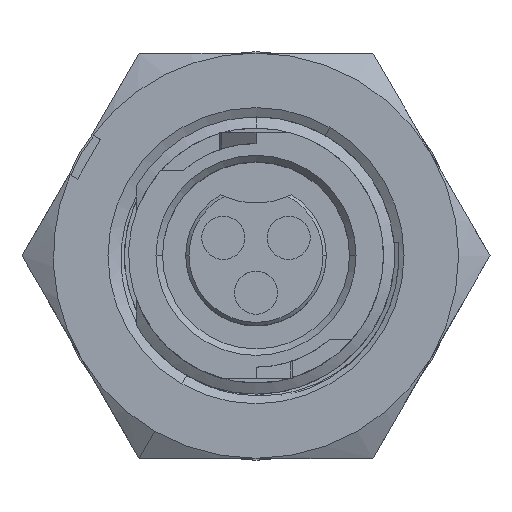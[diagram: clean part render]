
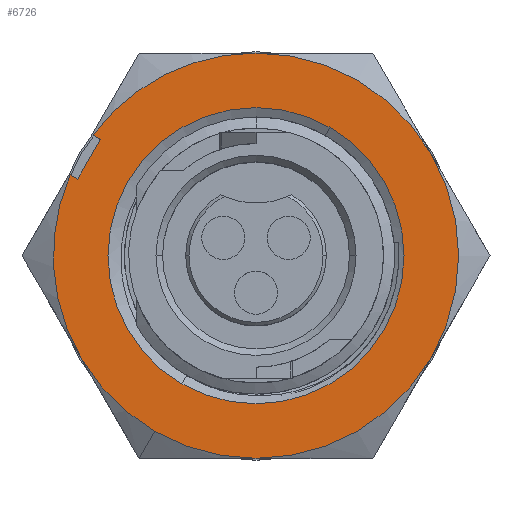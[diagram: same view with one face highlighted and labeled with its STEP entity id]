
A CAD part, top view. The second image highlights one B-rep face of the part: STEP entity #6726.
In plain terms, the highlighted planar face has unit normal (0, 0, 1).
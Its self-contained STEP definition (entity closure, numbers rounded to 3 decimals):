
#235 = VERTEX_POINT ( 'NONE', #11239 ) ;
#330 = AXIS2_PLACEMENT_3D ( 'NONE', #11534, #11897, #4125 ) ;
#364 = EDGE_CURVE ( 'NONE', #10787, #822, #8230, .T. ) ;
#608 = EDGE_CURVE ( 'NONE', #13818, #12040, #3904, .T. ) ;
#665 = CARTESIAN_POINT ( 'NONE',  ( 0., 0., 10.236 ) ) ;
#751 = CARTESIAN_POINT ( 'NONE',  ( 6.819, 3.937, 10.236 ) ) ;
#822 = VERTEX_POINT ( 'NONE', #4423 ) ;
#1079 = DIRECTION ( 'NONE',  ( 0., -1., 0. ) ) ;
#1120 = EDGE_CURVE ( 'NONE', #8109, #6192, #1798, .T. ) ;
#1304 = DIRECTION ( 'NONE',  ( 0., 0., -1. ) ) ;
#1328 = AXIS2_PLACEMENT_3D ( 'NONE', #12234, #6716, #14523 ) ;
#1435 = EDGE_CURVE ( 'NONE', #4615, #6299, #8066, .T. ) ;
#1500 = DIRECTION ( 'NONE',  ( 0., 0., -1. ) ) ;
#1798 = CIRCLE ( 'NONE', #1328, 7.874 ) ;
#2119 = FACE_BOUND ( 'NONE', #3021, .T. ) ;
#2267 = DIRECTION ( 'NONE',  ( 0., 0., -1. ) ) ;
#2353 = EDGE_CURVE ( 'NONE', #6299, #8109, #6289, .T. ) ;
#2661 = AXIS2_PLACEMENT_3D ( 'NONE', #7690, #6745, #12189 ) ;
#2671 = ORIENTED_EDGE ( 'NONE', *, *, #608, .F. ) ;
#2812 = ORIENTED_EDGE ( 'NONE', *, *, #12886, .F. ) ;
#2858 = ORIENTED_EDGE ( 'NONE', *, *, #7492, .F. ) ;
#3018 = VERTEX_POINT ( 'NONE', #5887 ) ;
#3021 = EDGE_LOOP ( 'NONE', ( #11723, #5981 ) ) ;
#3333 = AXIS2_PLACEMENT_3D ( 'NONE', #12279, #11179, #1079 ) ;
#3428 = CARTESIAN_POINT ( 'NONE',  ( 0., 0., 10.236 ) ) ;
#3489 = EDGE_LOOP ( 'NONE', ( #5239, #6418, #4327, #2671, #11886, #2812, #2858, #8762, #6838, #6144 ) ) ;
#3604 = AXIS2_PLACEMENT_3D ( 'NONE', #6800, #4996, #9209 ) ;
#3630 = CARTESIAN_POINT ( 'NONE',  ( 0., 7.874, 10.236 ) ) ;
#3904 = LINE ( 'NONE', #5165, #10153 ) ;
#4125 = DIRECTION ( 'NONE',  ( -0.5, -0.866, 0. ) ) ;
#4327 = ORIENTED_EDGE ( 'NONE', *, *, #13314, .F. ) ;
#4423 = CARTESIAN_POINT ( 'NONE',  ( -2.877, -4.982, 10.236 ) ) ;
#4531 = CARTESIAN_POINT ( 'NONE',  ( -6.934, 2.977, 10.236 ) ) ;
#4615 = VERTEX_POINT ( 'NONE', #6904 ) ;
#4675 = DIRECTION ( 'NONE',  ( -0.866, 0.5, 0. ) ) ;
#4802 = DIRECTION ( 'NONE',  ( -0.5, -0.866, 0. ) ) ;
#4996 = DIRECTION ( 'NONE',  ( 0., 0., -1. ) ) ;
#5165 = CARTESIAN_POINT ( 'NONE',  ( -8.185, 3.699, 10.236 ) ) ;
#5239 = ORIENTED_EDGE ( 'NONE', *, *, #2353, .F. ) ;
#5293 = DIRECTION ( 'NONE',  ( -0.5, -0.866, 0. ) ) ;
#5887 = CARTESIAN_POINT ( 'NONE',  ( -6.819, -3.937, 10.236 ) ) ;
#5981 = ORIENTED_EDGE ( 'NONE', *, *, #9592, .T. ) ;
#6080 = CARTESIAN_POINT ( 'NONE',  ( -6.331, 4.682, 10.236 ) ) ;
#6144 = ORIENTED_EDGE ( 'NONE', *, *, #1120, .F. ) ;
#6192 = VERTEX_POINT ( 'NONE', #751 ) ;
#6289 = CIRCLE ( 'NONE', #8793, 7.874 ) ;
#6299 = VERTEX_POINT ( 'NONE', #6080 ) ;
#6418 = ORIENTED_EDGE ( 'NONE', *, *, #1435, .F. ) ;
#6439 = CIRCLE ( 'NONE', #330, 7.874 ) ;
#6716 = DIRECTION ( 'NONE',  ( 0., 0., -1. ) ) ;
#6726 = ADVANCED_FACE ( 'NONE', ( #2119, #8876 ), #13379, .F. ) ;
#6745 = DIRECTION ( 'NONE',  ( 0., 0., -1. ) ) ;
#6800 = CARTESIAN_POINT ( 'NONE',  ( 0., 0., 10.236 ) ) ;
#6832 = CARTESIAN_POINT ( 'NONE',  ( -7.296, 5.239, 10.236 ) ) ;
#6838 = ORIENTED_EDGE ( 'NONE', *, *, #10665, .F. ) ;
#6904 = CARTESIAN_POINT ( 'NONE',  ( -6.045, 4.516, 10.236 ) ) ;
#7188 = DIRECTION ( 'NONE',  ( 0.5, 0.866, 0. ) ) ;
#7348 = CIRCLE ( 'NONE', #13478, 5.753 ) ;
#7355 = CIRCLE ( 'NONE', #2661, 7.874 ) ;
#7492 = EDGE_CURVE ( 'NONE', #11588, #13641, #12284, .T. ) ;
#7690 = CARTESIAN_POINT ( 'NONE',  ( 0., 0., 10.236 ) ) ;
#8035 = AXIS2_PLACEMENT_3D ( 'NONE', #12361, #2267, #13534 ) ;
#8066 = LINE ( 'NONE', #6832, #8123 ) ;
#8109 = VERTEX_POINT ( 'NONE', #3630 ) ;
#8123 = VECTOR ( 'NONE', #4675, 1000. ) ;
#8230 = CIRCLE ( 'NONE', #12491, 5.753 ) ;
#8274 = EDGE_CURVE ( 'NONE', #235, #11588, #12062, .T. ) ;
#8336 = DIRECTION ( 'NONE',  ( -0.5, -0.866, 0. ) ) ;
#8762 = ORIENTED_EDGE ( 'NONE', *, *, #8274, .F. ) ;
#8793 = AXIS2_PLACEMENT_3D ( 'NONE', #3428, #1304, #10137 ) ;
#8876 = FACE_OUTER_BOUND ( 'NONE', #3489, .T. ) ;
#9042 = CARTESIAN_POINT ( 'NONE',  ( 0., -7.874, 10.236 ) ) ;
#9209 = DIRECTION ( 'NONE',  ( -0.5, -0.866, 0. ) ) ;
#9592 = EDGE_CURVE ( 'NONE', #822, #10787, #7348, .T. ) ;
#9931 = AXIS2_PLACEMENT_3D ( 'NONE', #11733, #1500, #8336 ) ;
#10137 = DIRECTION ( 'NONE',  ( -0.5, -0.866, 0. ) ) ;
#10153 = VECTOR ( 'NONE', #10701, 1000. ) ;
#10409 = CARTESIAN_POINT ( 'NONE',  ( 0., 0., 10.236 ) ) ;
#10445 = VECTOR ( 'NONE', #7188, 1000. ) ;
#10561 = LINE ( 'NONE', #12857, #10445 ) ;
#10665 = EDGE_CURVE ( 'NONE', #6192, #235, #6439, .T. ) ;
#10701 = DIRECTION ( 'NONE',  ( 0.866, -0.5, 0. ) ) ;
#10787 = VERTEX_POINT ( 'NONE', #14031 ) ;
#11022 = EDGE_CURVE ( 'NONE', #3018, #13818, #7355, .T. ) ;
#11179 = DIRECTION ( 'NONE',  ( 0., 0., -1. ) ) ;
#11239 = CARTESIAN_POINT ( 'NONE',  ( 6.819, -3.937, 10.236 ) ) ;
#11335 = CARTESIAN_POINT ( 'NONE',  ( -7.22, 3.142, 10.236 ) ) ;
#11534 = CARTESIAN_POINT ( 'NONE',  ( 0., 0., 10.236 ) ) ;
#11588 = VERTEX_POINT ( 'NONE', #9042 ) ;
#11723 = ORIENTED_EDGE ( 'NONE', *, *, #364, .T. ) ;
#11733 = CARTESIAN_POINT ( 'NONE',  ( 0., 0., 10.236 ) ) ;
#11886 = ORIENTED_EDGE ( 'NONE', *, *, #11022, .F. ) ;
#11897 = DIRECTION ( 'NONE',  ( 0., 0., -1. ) ) ;
#12040 = VERTEX_POINT ( 'NONE', #4531 ) ;
#12062 = CIRCLE ( 'NONE', #9931, 7.874 ) ;
#12189 = DIRECTION ( 'NONE',  ( -0.5, -0.866, 0. ) ) ;
#12234 = CARTESIAN_POINT ( 'NONE',  ( 0., 0., 10.236 ) ) ;
#12279 = CARTESIAN_POINT ( 'NONE',  ( 13.638, -7.874, 10.236 ) ) ;
#12284 = CIRCLE ( 'NONE', #8035, 7.874 ) ;
#12361 = CARTESIAN_POINT ( 'NONE',  ( 0., 0., 10.236 ) ) ;
#12491 = AXIS2_PLACEMENT_3D ( 'NONE', #665, #14137, #5293 ) ;
#12682 = CARTESIAN_POINT ( 'NONE',  ( -3.937, -6.819, 10.236 ) ) ;
#12857 = CARTESIAN_POINT ( 'NONE',  ( -6.934, 2.977, 10.236 ) ) ;
#12886 = EDGE_CURVE ( 'NONE', #13641, #3018, #13971, .T. ) ;
#13314 = EDGE_CURVE ( 'NONE', #12040, #4615, #10561, .T. ) ;
#13379 = PLANE ( 'NONE',  #3333 ) ;
#13478 = AXIS2_PLACEMENT_3D ( 'NONE', #10409, #13797, #4802 ) ;
#13534 = DIRECTION ( 'NONE',  ( -0.5, -0.866, 0. ) ) ;
#13641 = VERTEX_POINT ( 'NONE', #12682 ) ;
#13797 = DIRECTION ( 'NONE',  ( 0., 0., -1. ) ) ;
#13818 = VERTEX_POINT ( 'NONE', #11335 ) ;
#13971 = CIRCLE ( 'NONE', #3604, 7.874 ) ;
#14031 = CARTESIAN_POINT ( 'NONE',  ( 2.877, 4.982, 10.236 ) ) ;
#14137 = DIRECTION ( 'NONE',  ( 0., 0., -1. ) ) ;
#14523 = DIRECTION ( 'NONE',  ( -0.5, -0.866, 0. ) ) ;
